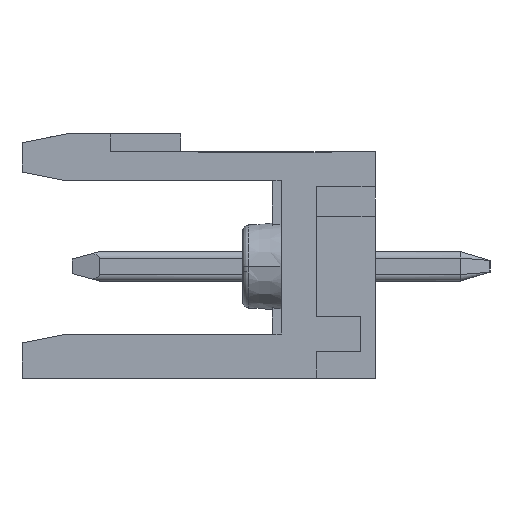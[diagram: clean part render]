
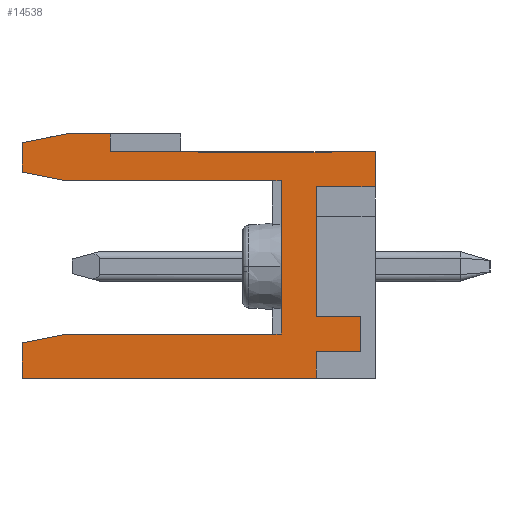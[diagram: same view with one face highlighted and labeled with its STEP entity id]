
A CAD part, left-side view. The second image highlights one B-rep face of the part: STEP entity #14538.
In plain terms, the highlighted planar face has unit normal (-1, 0, 0).
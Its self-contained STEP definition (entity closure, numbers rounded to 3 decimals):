
#2003=CARTESIAN_POINT('',(-54.67,0.,-1.8));
#2004=VERTEX_POINT('',#2003);
#2014=CARTESIAN_POINT('',(-54.67,2.,-1.8));
#2015=VERTEX_POINT('',#2014);
#2016=CARTESIAN_POINT('',(-54.67,0.,-1.8));
#2017=DIRECTION('',(0.,1.,0.));
#2018=VECTOR('',#2017,2.);
#2019=LINE('',#2016,#2018);
#2020=EDGE_CURVE('',#2004,#2015,#2019,.T.);
#4120=CARTESIAN_POINT('',(-54.67,0.5,-7.4));
#4121=VERTEX_POINT('',#4120);
#4131=CARTESIAN_POINT('',(-54.67,2.,-7.4));
#4132=VERTEX_POINT('',#4131);
#4133=CARTESIAN_POINT('',(-54.67,0.5,-7.4));
#4134=DIRECTION('',(0.,1.,0.));
#4135=VECTOR('',#4134,1.5);
#4136=LINE('',#4133,#4135);
#4137=EDGE_CURVE('',#4121,#4132,#4136,.T.);
#4157=CARTESIAN_POINT('',(-54.67,2.,-6.2));
#4158=VERTEX_POINT('',#4157);
#4168=CARTESIAN_POINT('',(-54.67,0.5,-6.2));
#4169=VERTEX_POINT('',#4168);
#4170=CARTESIAN_POINT('',(-54.67,2.,-6.2));
#4171=DIRECTION('',(0.,-1.,0.));
#4172=VECTOR('',#4171,1.5);
#4173=LINE('',#4170,#4172);
#4174=EDGE_CURVE('',#4158,#4169,#4173,.T.);
#4194=CARTESIAN_POINT('',(-54.67,0.5,-6.2));
#4195=DIRECTION('',(0.,0.,-1.));
#4196=VECTOR('',#4195,1.2);
#4197=LINE('',#4194,#4196);
#4198=EDGE_CURVE('',#4169,#4121,#4197,.T.);
#4819=CARTESIAN_POINT('',(-54.67,10.5,-1.6));
#4820=VERTEX_POINT('',#4819);
#4830=CARTESIAN_POINT('',(-54.67,12.,-1.3));
#4831=VERTEX_POINT('',#4830);
#4832=CARTESIAN_POINT('',(-54.67,10.5,-1.6));
#4833=DIRECTION('',(0.,0.981,0.196));
#4834=VECTOR('',#4833,1.53);
#4835=LINE('',#4832,#4834);
#4836=EDGE_CURVE('',#4820,#4831,#4835,.T.);
#4857=CARTESIAN_POINT('',(-54.67,12.,-7.1));
#4858=VERTEX_POINT('',#4857);
#4868=CARTESIAN_POINT('',(-54.67,10.5,-6.8));
#4869=VERTEX_POINT('',#4868);
#4870=CARTESIAN_POINT('',(-54.67,12.,-7.1));
#4871=DIRECTION('',(0.,-0.981,0.196));
#4872=VECTOR('',#4871,1.53);
#4873=LINE('',#4870,#4872);
#4874=EDGE_CURVE('',#4858,#4869,#4873,.T.);
#7152=CARTESIAN_POINT('',(-54.67,3.2,-6.8));
#7153=VERTEX_POINT('',#7152);
#7163=CARTESIAN_POINT('',(-54.67,3.2,-1.6));
#7164=VERTEX_POINT('',#7163);
#7165=CARTESIAN_POINT('',(-54.67,3.2,-6.8));
#7166=DIRECTION('',(0.,0.,1.));
#7167=VECTOR('',#7166,5.2);
#7168=LINE('',#7165,#7167);
#7169=EDGE_CURVE('',#7153,#7164,#7168,.T.);
#7241=CARTESIAN_POINT('',(-54.67,10.5,-6.8));
#7242=DIRECTION('',(0.,-1.,0.));
#7243=VECTOR('',#7242,7.3);
#7244=LINE('',#7241,#7243);
#7245=EDGE_CURVE('',#4869,#7153,#7244,.T.);
#14388=CARTESIAN_POINT('',(-54.67,2.,-8.3));
#14389=VERTEX_POINT('',#14388);
#14390=CARTESIAN_POINT('',(-54.67,2.,-7.4));
#14391=DIRECTION('',(0.,0.,-1.));
#14392=VECTOR('',#14391,0.9);
#14393=LINE('',#14390,#14392);
#14394=EDGE_CURVE('',#4132,#14389,#14393,.T.);
#14417=CARTESIAN_POINT('',(-54.67,2.,-1.8));
#14418=DIRECTION('',(0.,0.,-1.));
#14419=VECTOR('',#14418,4.4);
#14420=LINE('',#14417,#14419);
#14421=EDGE_CURVE('',#2015,#4158,#14420,.T.);
#14432=CARTESIAN_POINT('',(-54.67,9.,0.));
#14433=VERTEX_POINT('',#14432);
#14443=CARTESIAN_POINT('',(-54.67,9.,-0.6));
#14444=VERTEX_POINT('',#14443);
#14445=CARTESIAN_POINT('',(-54.67,9.,0.));
#14446=DIRECTION('',(0.,0.,-1.));
#14447=VECTOR('',#14446,0.6);
#14448=LINE('',#14445,#14447);
#14449=EDGE_CURVE('',#14433,#14444,#14448,.T.);
#14464=CARTESIAN_POINT('',(-54.67,3.116,-1.7));
#14465=DIRECTION('',(0.,0.,1.));
#14466=DIRECTION('',(-1.,0.,0.));
#14467=AXIS2_PLACEMENT_3D('',#14464,#14466,#14465);
#14468=PLANE('',#14467);
#14469=CARTESIAN_POINT('',(-54.67,0.,-0.6));
#14470=VERTEX_POINT('',#14469);
#14471=CARTESIAN_POINT('',(-54.67,0.,-0.6));
#14472=DIRECTION('',(0.,1.,0.));
#14473=VECTOR('',#14472,9.);
#14474=LINE('',#14471,#14473);
#14475=EDGE_CURVE('',#14470,#14444,#14474,.T.);
#14476=ORIENTED_EDGE('',*,*,#14475,.T.);
#14477=ORIENTED_EDGE('',*,*,#14449,.F.);
#14478=CARTESIAN_POINT('',(-54.67,10.5,0.));
#14479=VERTEX_POINT('',#14478);
#14480=CARTESIAN_POINT('',(-54.67,9.,0.));
#14481=DIRECTION('',(0.,1.,0.));
#14482=VECTOR('',#14481,1.5);
#14483=LINE('',#14480,#14482);
#14484=EDGE_CURVE('',#14433,#14479,#14483,.T.);
#14485=ORIENTED_EDGE('',*,*,#14484,.T.);
#14486=CARTESIAN_POINT('',(-54.67,12.,-0.3));
#14487=VERTEX_POINT('',#14486);
#14488=CARTESIAN_POINT('',(-54.67,10.5,0.));
#14489=DIRECTION('',(0.,0.981,-0.196));
#14490=VECTOR('',#14489,1.53);
#14491=LINE('',#14488,#14490);
#14492=EDGE_CURVE('',#14479,#14487,#14491,.T.);
#14493=ORIENTED_EDGE('',*,*,#14492,.T.);
#14494=CARTESIAN_POINT('',(-54.67,12.,-0.3));
#14495=DIRECTION('',(0.,0.,-1.));
#14496=VECTOR('',#14495,1.);
#14497=LINE('',#14494,#14496);
#14498=EDGE_CURVE('',#14487,#4831,#14497,.T.);
#14499=ORIENTED_EDGE('',*,*,#14498,.T.);
#14500=ORIENTED_EDGE('',*,*,#4836,.F.);
#14501=CARTESIAN_POINT('',(-54.67,10.5,-1.6));
#14502=DIRECTION('',(0.,-1.,0.));
#14503=VECTOR('',#14502,7.3);
#14504=LINE('',#14501,#14503);
#14505=EDGE_CURVE('',#4820,#7164,#14504,.T.);
#14506=ORIENTED_EDGE('',*,*,#14505,.T.);
#14507=ORIENTED_EDGE('',*,*,#7169,.F.);
#14508=ORIENTED_EDGE('',*,*,#7245,.F.);
#14509=ORIENTED_EDGE('',*,*,#4874,.F.);
#14510=CARTESIAN_POINT('',(-54.67,12.,-8.3));
#14511=VERTEX_POINT('',#14510);
#14512=CARTESIAN_POINT('',(-54.67,12.,-7.1));
#14513=DIRECTION('',(0.,0.,-1.));
#14514=VECTOR('',#14513,1.2);
#14515=LINE('',#14512,#14514);
#14516=EDGE_CURVE('',#4858,#14511,#14515,.T.);
#14517=ORIENTED_EDGE('',*,*,#14516,.T.);
#14518=CARTESIAN_POINT('',(-54.67,12.,-8.3));
#14519=DIRECTION('',(0.,-1.,0.));
#14520=VECTOR('',#14519,10.);
#14521=LINE('',#14518,#14520);
#14522=EDGE_CURVE('',#14511,#14389,#14521,.T.);
#14523=ORIENTED_EDGE('',*,*,#14522,.T.);
#14524=ORIENTED_EDGE('',*,*,#14394,.F.);
#14525=ORIENTED_EDGE('',*,*,#4137,.F.);
#14526=ORIENTED_EDGE('',*,*,#4198,.F.);
#14527=ORIENTED_EDGE('',*,*,#4174,.F.);
#14528=ORIENTED_EDGE('',*,*,#14421,.F.);
#14529=ORIENTED_EDGE('',*,*,#2020,.F.);
#14530=CARTESIAN_POINT('',(-54.67,0.,-1.8));
#14531=DIRECTION('',(0.,0.,1.));
#14532=VECTOR('',#14531,1.2);
#14533=LINE('',#14530,#14532);
#14534=EDGE_CURVE('',#2004,#14470,#14533,.T.);
#14535=ORIENTED_EDGE('',*,*,#14534,.T.);
#14536=EDGE_LOOP('',(#14476,#14477,#14485,#14493,#14499,#14500,#14506,#14507,#14508,#14509,#14517,#14523,#14524,#14525,#14526,#14527,#14528,#14529,#14535));
#14537=FACE_OUTER_BOUND('',#14536,.T.);
#14538=ADVANCED_FACE('',(#14537),#14468,.T.);
